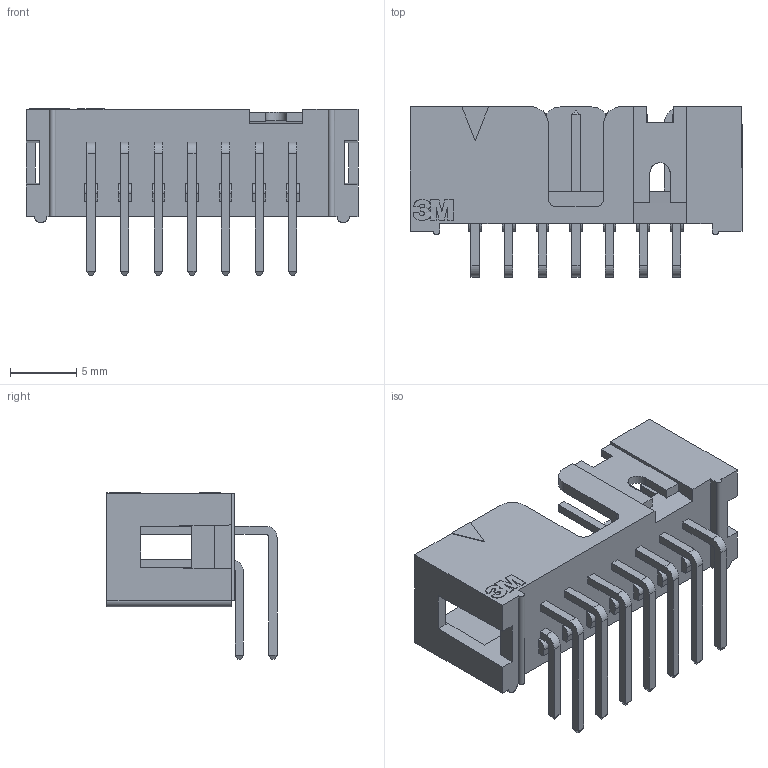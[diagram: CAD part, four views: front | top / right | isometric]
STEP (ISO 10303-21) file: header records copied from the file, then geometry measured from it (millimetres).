
FILE_DESCRIPTION((''),'2;1');
FILE_NAME('3M_N2514-5002RB.stp','2010-03-09T12:11:16',(''),(''),'Mechanical Desktop 2010','Mechanical Desktop 2010',', , ');
FILE_SCHEMA(('AUTOMOTIVE_DESIGN { 1 2 10303 214 1 1 1 1 }'));
Length unit declared in the file: millimetre
Products named in the file (1): Product
Bounding box: 25.1 x 12.85 x 12.62 mm (x, y, z)
Volume: 787.1 mm3; surface area: 1912.6 mm2
Topology: 36 solids, 36 shells, 498 faces, 1178 edges, 748 vertices
Faces by surface type: plane 435, cylinder 58, bspline 5
Entity records: 14527 total; most frequent: CARTESIAN_POINT 3734, ORIENTED_EDGE 2356, DIRECTION 1870, EDGE_CURVE 1178, VERTEX_POINT 748, VECTOR 742, LINE 742, AXIS2_PLACEMENT_3D 564
